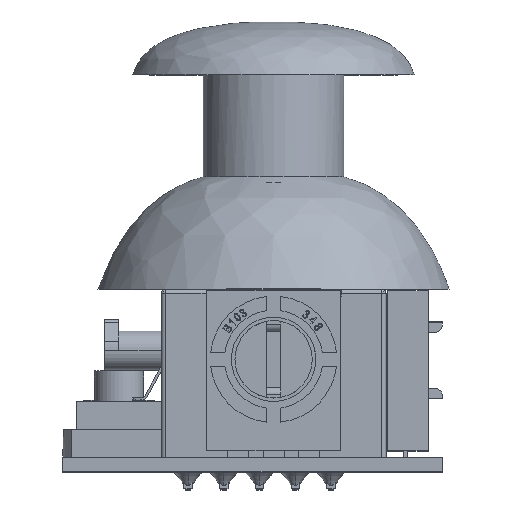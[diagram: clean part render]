
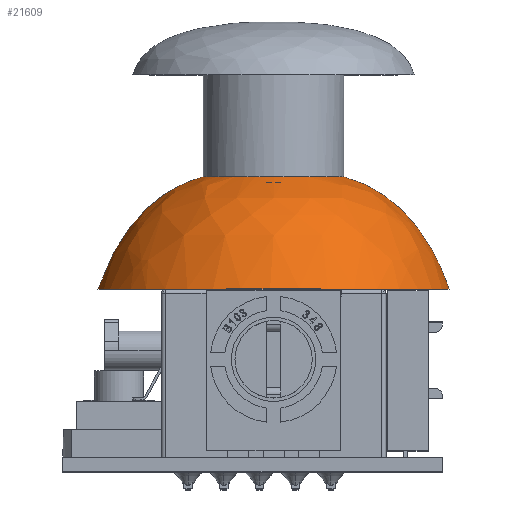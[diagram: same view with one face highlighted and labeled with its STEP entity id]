
A CAD part, top view. The second image highlights one B-rep face of the part: STEP entity #21609.
In plain terms, the highlighted free-form (B-spline) face has degree [3, 3] with [4, 4] control points.
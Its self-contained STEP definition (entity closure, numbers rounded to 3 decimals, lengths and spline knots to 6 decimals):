
#17=(
BOUNDED_SURFACE()
B_SPLINE_SURFACE(3,3,((#48712,#48713,#48714,#48715),(#48716,#48717,#48718,
#48719),(#48720,#48721,#48722,#48723),(#48724,#48725,#48726,#48727)),
 .SURF_OF_REVOLUTION.,.F.,.F.,.F.)
B_SPLINE_SURFACE_WITH_KNOTS((4,4),(4,4),(0.,0.911664),(0.,1.),
 .PIECEWISE_BEZIER_KNOTS.)
GEOMETRIC_REPRESENTATION_ITEM()
RATIONAL_B_SPLINE_SURFACE(((1.,0.333,0.333,1.),
(1.,0.333,0.333,1.),(1.,0.333,0.333,
1.),(1.,0.333,0.333,1.)))
REPRESENTATION_ITEM('')
SURFACE()
);
#3169=B_SPLINE_CURVE_WITH_KNOTS('',3,(#48628,#48629,#48630,#48631,#48632),
 .UNSPECIFIED.,.F.,.F.,(4,1,4),(0.,0.5,1.),.UNSPECIFIED.);
#3170=B_SPLINE_CURVE_WITH_KNOTS('',3,(#48634,#48635,#48636,#48637,#48638),
 .UNSPECIFIED.,.F.,.F.,(4,1,4),(0.,0.5,1.),.UNSPECIFIED.);
#3171=B_SPLINE_CURVE_WITH_KNOTS('',3,(#48655,#48656,#48657,#48658),
 .UNSPECIFIED.,.F.,.F.,(4,4),(0.,1.),.UNSPECIFIED.);
#3173=B_SPLINE_CURVE_WITH_KNOTS('',3,(#48708,#48709,#48710,#48711),
 .UNSPECIFIED.,.F.,.F.,(4,4),(0.,1.),.UNSPECIFIED.);
#3174=B_SPLINE_CURVE_WITH_KNOTS('',3,(#48728,#48729,#48730,#48731,#48732,
#48733,#48734,#48735,#48736,#48737,#48738,#48739,#48740,#48741,#48742,#48743,
#48744,#48745,#48746,#48747,#48748,#48749,#48750,#48751,#48752,#48753,#48754,
#48755,#48756,#48757,#48758,#48759,#48760,#48761,#48762,#48763,#48764,#48765,
#48766,#48767,#48768,#48769,#48770,#48771,#48772,#48773,#48774),
 .UNSPECIFIED.,.F.,.F.,(4,1,1,1,1,1,1,1,1,1,1,1,1,1,1,1,1,1,1,1,1,1,1,1,
1,1,1,1,1,1,1,1,1,1,1,1,1,1,1,1,1,1,1,1,4),(0.,0.0625,0.09375,0.109375,
0.125,0.140625,0.15625,0.171875,0.1875,0.203125,0.21875,0.234375,0.25,0.265625,
0.28125,0.3125,0.34375,0.375,0.40625,0.4375,0.46875,0.5,0.53125,0.5625,
0.59375,0.625,0.65625,0.671875,0.6875,0.703125,0.71875,0.734375,0.75,0.765625,
0.78125,0.796875,0.8125,0.828125,0.84375,0.859375,0.875,0.890625,0.90625,
0.9375,1.),.UNSPECIFIED.);
#10108=ORIENTED_EDGE('',*,*,#13858,.T.);
#10109=ORIENTED_EDGE('',*,*,#13857,.T.);
#10110=ORIENTED_EDGE('',*,*,#13861,.T.);
#10111=ORIENTED_EDGE('',*,*,#13862,.F.);
#10112=ORIENTED_EDGE('',*,*,#13859,.T.);
#13857=EDGE_CURVE('',#16247,#16246,#3169,.F.);
#13858=EDGE_CURVE('',#16245,#16247,#3170,.F.);
#13859=EDGE_CURVE('',#16248,#16245,#3171,.F.);
#13861=EDGE_CURVE('',#16246,#16249,#3173,.F.);
#13862=EDGE_CURVE('',#16248,#16249,#3174,.T.);
#16245=VERTEX_POINT('',#48621);
#16246=VERTEX_POINT('',#48627);
#16247=VERTEX_POINT('',#48633);
#16248=VERTEX_POINT('',#48659);
#16249=VERTEX_POINT('',#48707);
#18315=EDGE_LOOP('',(#10108,#10109,#10110,#10111,#10112));
#19774=FACE_BOUND('',#18315,.T.);
#21609=ADVANCED_FACE('',(#19774),#17,.T.);
#48621=CARTESIAN_POINT('',(0.0065,0.021,0.));
#48627=CARTESIAN_POINT('',(-0.0035,0.021,0.));
#48628=CARTESIAN_POINT('',(-0.0035,0.021,0.));
#48629=CARTESIAN_POINT('',(-0.0035,0.021,0.001309));
#48630=CARTESIAN_POINT('',(-0.002417,0.021,0.003917));
#48631=CARTESIAN_POINT('',(0.000191,0.021,0.005));
#48632=CARTESIAN_POINT('',(0.0015,0.021,0.005));
#48633=CARTESIAN_POINT('',(0.0015,0.021,0.005));
#48634=CARTESIAN_POINT('',(0.0015,0.021,0.005));
#48635=CARTESIAN_POINT('',(0.002809,0.021,0.005));
#48636=CARTESIAN_POINT('',(0.005417,0.021,0.003917));
#48637=CARTESIAN_POINT('',(0.0065,0.021,0.001309));
#48638=CARTESIAN_POINT('',(0.0065,0.021,0.));
#48655=CARTESIAN_POINT('',(0.0065,0.021,0.));
#48656=CARTESIAN_POINT('',(0.009976,0.02005,0.));
#48657=CARTESIAN_POINT('',(0.012476,0.017383,0.));
#48658=CARTESIAN_POINT('',(0.014,0.013,0.));
#48659=CARTESIAN_POINT('',(0.014,0.013,0.));
#48707=CARTESIAN_POINT('',(-0.011,0.013,0.));
#48708=CARTESIAN_POINT('',(-0.011,0.013,0.));
#48709=CARTESIAN_POINT('',(-0.009476,0.017383,0.));
#48710=CARTESIAN_POINT('',(-0.006976,0.02005,0.));
#48711=CARTESIAN_POINT('',(-0.0035,0.021,0.));
#48712=CARTESIAN_POINT('',(-0.0035,0.021,0.));
#48713=CARTESIAN_POINT('',(-0.0035,0.021,0.01));
#48714=CARTESIAN_POINT('',(0.0065,0.021,0.01));
#48715=CARTESIAN_POINT('',(0.0065,0.021,0.));
#48716=CARTESIAN_POINT('',(-0.006976,0.02005,0.));
#48717=CARTESIAN_POINT('',(-0.006976,0.02005,0.016951));
#48718=CARTESIAN_POINT('',(0.009976,0.02005,0.016951));
#48719=CARTESIAN_POINT('',(0.009976,0.02005,0.));
#48720=CARTESIAN_POINT('',(-0.009476,0.017383,0.));
#48721=CARTESIAN_POINT('',(-0.009476,0.017383,0.021951));
#48722=CARTESIAN_POINT('',(0.012476,0.017383,0.021951));
#48723=CARTESIAN_POINT('',(0.012476,0.017383,0.));
#48724=CARTESIAN_POINT('',(-0.011,0.013,0.));
#48725=CARTESIAN_POINT('',(-0.011,0.013,0.025));
#48726=CARTESIAN_POINT('',(0.014,0.013,0.025));
#48727=CARTESIAN_POINT('',(0.014,0.013,0.));
#48728=CARTESIAN_POINT('',(0.014,0.013,0.));
#48729=CARTESIAN_POINT('',(0.014,0.013,0.000595));
#48730=CARTESIAN_POINT('',(0.013937,0.013,0.001482));
#48731=CARTESIAN_POINT('',(0.013756,0.013,0.002491));
#48732=CARTESIAN_POINT('',(0.013618,0.013,0.003077));
#48733=CARTESIAN_POINT('',(0.01351,0.013,0.003477));
#48734=CARTESIAN_POINT('',(0.013342,0.013,0.004014));
#48735=CARTESIAN_POINT('',(0.013165,0.013,0.004503));
#48736=CARTESIAN_POINT('',(0.01296,0.013,0.005001));
#48737=CARTESIAN_POINT('',(0.012748,0.013,0.005463));
#48738=CARTESIAN_POINT('',(0.012465,0.013,0.006012));
#48739=CARTESIAN_POINT('',(0.012172,0.013,0.006518));
#48740=CARTESIAN_POINT('',(0.011846,0.013,0.007023));
#48741=CARTESIAN_POINT('',(0.011515,0.013,0.007489));
#48742=CARTESIAN_POINT('',(0.011095,0.013,0.008022));
#48743=CARTESIAN_POINT('',(0.010519,0.013,0.008673));
#48744=CARTESIAN_POINT('',(0.009761,0.013,0.009415));
#48745=CARTESIAN_POINT('',(0.0086,0.013,0.010321));
#48746=CARTESIAN_POINT('',(0.00742,0.013,0.011041));
#48747=CARTESIAN_POINT('',(0.006015,0.013,0.01169));
#48748=CARTESIAN_POINT('',(0.004599,0.013,0.012141));
#48749=CARTESIAN_POINT('',(0.003051,0.013,0.012438));
#48750=CARTESIAN_POINT('',(0.0015,0.013,0.012531));
#48751=CARTESIAN_POINT('',(-0.00005,0.013,0.012438));
#48752=CARTESIAN_POINT('',(-0.001599,0.013,0.012141));
#48753=CARTESIAN_POINT('',(-0.003014,0.013,0.01169));
#48754=CARTESIAN_POINT('',(-0.004418,0.013,0.011043));
#48755=CARTESIAN_POINT('',(-0.005409,0.013,0.010435));
#48756=CARTESIAN_POINT('',(-0.00617,0.013,0.009879));
#48757=CARTESIAN_POINT('',(-0.006735,0.013,0.009412));
#48758=CARTESIAN_POINT('',(-0.007203,0.013,0.008981));
#48759=CARTESIAN_POINT('',(-0.007666,0.013,0.008508));
#48760=CARTESIAN_POINT('',(-0.008094,0.013,0.008023));
#48761=CARTESIAN_POINT('',(-0.008515,0.013,0.007488));
#48762=CARTESIAN_POINT('',(-0.008846,0.013,0.007023));
#48763=CARTESIAN_POINT('',(-0.009171,0.013,0.006519));
#48764=CARTESIAN_POINT('',(-0.009465,0.013,0.006013));
#48765=CARTESIAN_POINT('',(-0.009748,0.013,0.005463));
#48766=CARTESIAN_POINT('',(-0.00996,0.013,0.005002));
#48767=CARTESIAN_POINT('',(-0.010165,0.013,0.004504));
#48768=CARTESIAN_POINT('',(-0.010342,0.013,0.004015));
#48769=CARTESIAN_POINT('',(-0.01051,0.013,0.003477));
#48770=CARTESIAN_POINT('',(-0.010618,0.013,0.003077));
#48771=CARTESIAN_POINT('',(-0.010756,0.013,0.002491));
#48772=CARTESIAN_POINT('',(-0.010937,0.013,0.001482));
#48773=CARTESIAN_POINT('',(-0.011,0.013,0.000595));
#48774=CARTESIAN_POINT('',(-0.011,0.013,0.));
